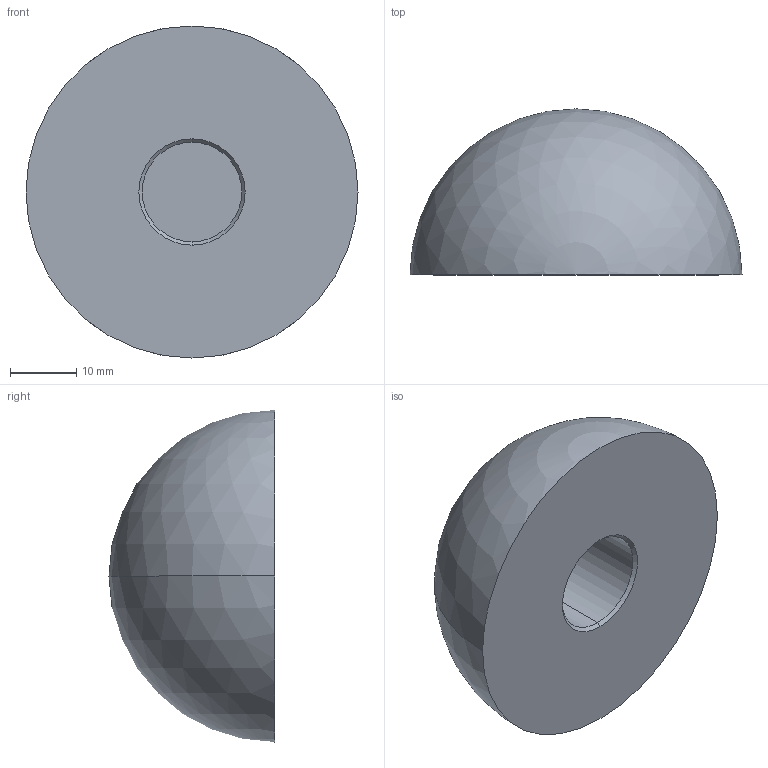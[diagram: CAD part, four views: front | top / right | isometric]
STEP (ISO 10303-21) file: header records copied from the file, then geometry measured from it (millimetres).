
FILE_DESCRIPTION (( 'STEP AP203' ), '1' );
FILE_NAME ('WA_D50-G2.STEP', '2019-01-07T09:11:05', ( '' ), ( '' ), 'SwSTEP 2.0', 'SolidWorks 2018', '' );
FILE_SCHEMA (( 'CONFIG_CONTROL_DESIGN' ));
Length unit declared in the file: millimetre
Products named in the file (1): WA_D50-G2
Bounding box: 50 x 25 x 50 mm (x, y, z)
Volume: 30421.6 mm3; surface area: 6489.6 mm2
Topology: 1 solids, 1 shells, 8 faces, 18 edges, 11 vertices
Faces by surface type: cone 2, cylinder 2, sphere 2, plane 2
Entity records: 277 total; most frequent: DIRECTION 42, CARTESIAN_POINT 32, ORIENTED_EDGE 28, AXIS2_PLACEMENT_3D 19, EDGE_CURVE 14, CIRCLE 10, EDGE_LOOP 9, VERTEX_POINT 9
